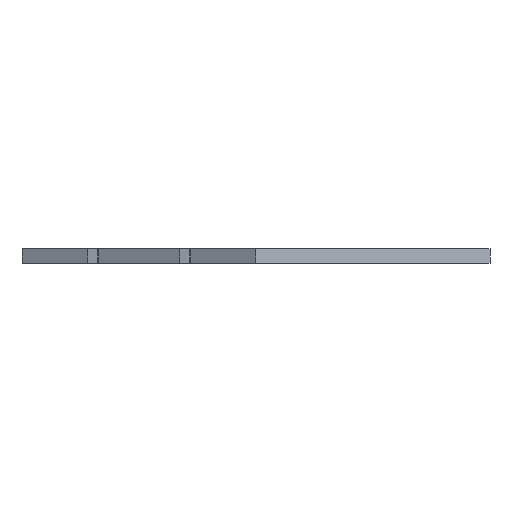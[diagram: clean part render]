
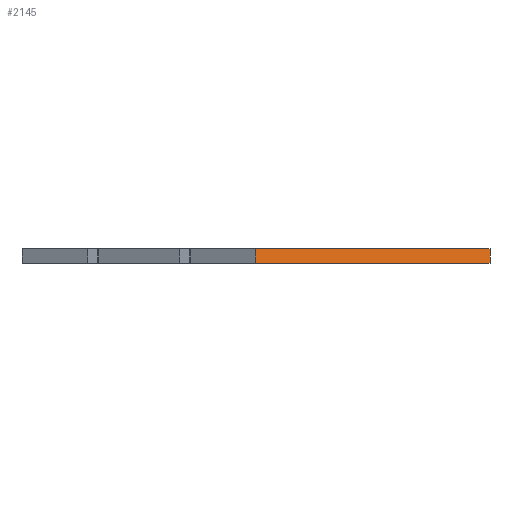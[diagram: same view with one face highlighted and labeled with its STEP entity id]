
A CAD part, left-side view. The second image highlights one B-rep face of the part: STEP entity #2145.
In plain terms, the highlighted planar face has unit normal (-0.866, -0.5, 0).
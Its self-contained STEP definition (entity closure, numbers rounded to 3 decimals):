
#434=FACE_OUTER_BOUND('',#596,.T.);
#596=EDGE_LOOP('',(#1916,#1917,#1918,#1919));
#789=LINE('',#3520,#944);
#815=LINE('',#3565,#970);
#816=LINE('',#3568,#971);
#817=LINE('',#3569,#972);
#944=VECTOR('',#2944,10.);
#970=VECTOR('',#2990,10.);
#971=VECTOR('',#2993,10.);
#972=VECTOR('',#2994,10.);
#1152=VERTEX_POINT('',#3518);
#1153=VERTEX_POINT('',#3519);
#1162=VERTEX_POINT('',#3563);
#1163=VERTEX_POINT('',#3567);
#1419=EDGE_CURVE('',#1152,#1153,#789,.T.);
#1445=EDGE_CURVE('',#1162,#1152,#815,.T.);
#1446=EDGE_CURVE('',#1162,#1163,#816,.T.);
#1447=EDGE_CURVE('',#1163,#1153,#817,.T.);
#1916=ORIENTED_EDGE('',*,*,#1446,.F.);
#1917=ORIENTED_EDGE('',*,*,#1445,.T.);
#1918=ORIENTED_EDGE('',*,*,#1419,.T.);
#1919=ORIENTED_EDGE('',*,*,#1447,.F.);
#2048=PLANE('',#2386);
#2145=ADVANCED_FACE('',(#434),#2048,.T.);
#2386=AXIS2_PLACEMENT_3D('',#3566,#2991,#2992);
#2944=DIRECTION('',(-0.5,0.866,0.));
#2990=DIRECTION('',(0.,0.,1.));
#2991=DIRECTION('center_axis',(-0.866,-0.5,0.));
#2992=DIRECTION('ref_axis',(0.,0.,1.));
#2993=DIRECTION('',(-0.5,0.866,0.));
#2994=DIRECTION('',(0.,0.,1.));
#3518=CARTESIAN_POINT('',(-56.,-96.995,6.));
#3519=CARTESIAN_POINT('',(-112.,0.,6.));
#3520=CARTESIAN_POINT('',(-85.83,-45.327,6.));
#3563=CARTESIAN_POINT('',(-56.,-96.995,0.));
#3565=CARTESIAN_POINT('',(-56.,-96.995,3.));
#3566=CARTESIAN_POINT('Origin',(-84.,-48.497,3.));
#3567=CARTESIAN_POINT('',(-112.,0.,0.));
#3568=CARTESIAN_POINT('',(-85.83,-45.327,0.));
#3569=CARTESIAN_POINT('',(-112.,0.,3.));
